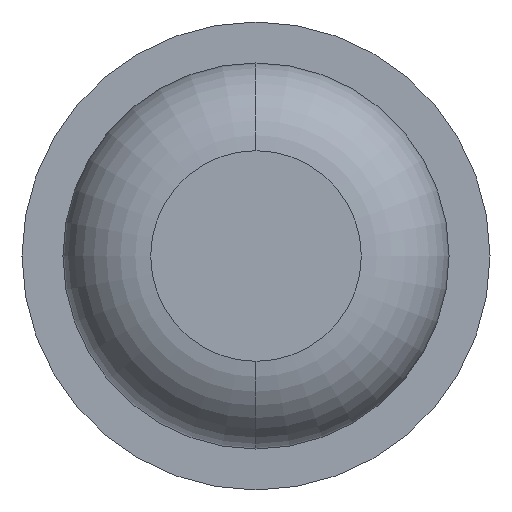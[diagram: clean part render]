
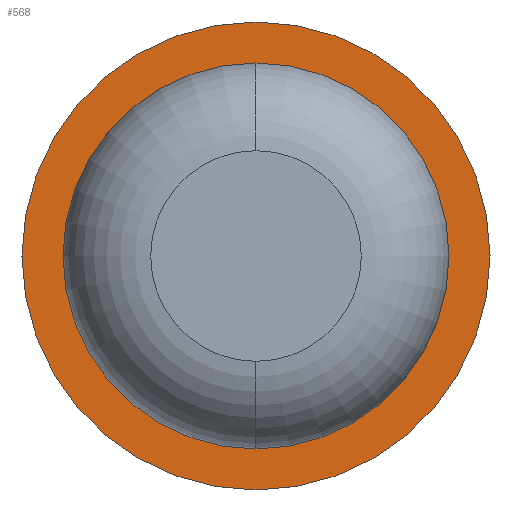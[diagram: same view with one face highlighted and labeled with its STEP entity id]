
A CAD part, front view. The second image highlights one B-rep face of the part: STEP entity #568.
In plain terms, the highlighted planar face has unit normal (0, -1, 0).
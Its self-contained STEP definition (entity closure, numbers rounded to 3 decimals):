
#156 = VERTEX_POINT ( 'NONE', #3463 ) ;
#429 = DIRECTION ( 'NONE',  ( -1., 0., 0. ) ) ;
#547 = CIRCLE ( 'NONE', #1412, 0.825 ) ;
#568 = ADVANCED_FACE ( 'Defeature ausgef�hrt1_7', ( #4626, #2537 ), #1349, .F. ) ;
#673 = VERTEX_POINT ( 'NONE', #1410 ) ;
#693 = AXIS2_PLACEMENT_3D ( 'NONE', #2214, #3894, #2226 ) ;
#984 = EDGE_LOOP ( 'NONE', ( #3293, #2646 ) ) ;
#1241 = DIRECTION ( 'NONE',  ( 0., 1., 0. ) ) ;
#1349 = PLANE ( 'NONE',  #3952 ) ;
#1410 = CARTESIAN_POINT ( 'NONE',  ( 0., -10., 0.825 ) ) ;
#1412 = AXIS2_PLACEMENT_3D ( 'NONE', #2676, #4010, #1915 ) ;
#1673 = DIRECTION ( 'NONE',  ( 0., 1., 0. ) ) ;
#1770 = CARTESIAN_POINT ( 'NONE',  ( 0.825, -10., 0. ) ) ;
#1866 = EDGE_CURVE ( 'Defeature ausgef�hrt1_6+Defeature ausgef�hrt1_7+Defeature ausgef�hrt1_7+Defeature ausgef�hrt1_7', #4476, #156, #3058, .T. ) ;
#1915 = DIRECTION ( 'NONE',  ( -1., 0., 0. ) ) ;
#2197 = DIRECTION ( 'NONE',  ( 0., 1., 0. ) ) ;
#2214 = CARTESIAN_POINT ( 'NONE',  ( 0., -10., 0. ) ) ;
#2226 = DIRECTION ( 'NONE',  ( -1., 0., 0. ) ) ;
#2321 = VERTEX_POINT ( 'NONE', #2978 ) ;
#2443 = EDGE_LOOP ( 'NONE', ( #3428, #4859 ) ) ;
#2537 = FACE_BOUND ( 'NONE', #984, .T. ) ;
#2596 = CARTESIAN_POINT ( 'NONE',  ( 1., -10., 0. ) ) ;
#2646 = ORIENTED_EDGE ( 'NONE', *, *, #3504, .T. ) ;
#2676 = CARTESIAN_POINT ( 'NONE',  ( 0., -10., 0. ) ) ;
#2755 = AXIS2_PLACEMENT_3D ( 'NONE', #4594, #1673, #429 ) ;
#2978 = CARTESIAN_POINT ( 'NONE',  ( 0., -10., -0.825 ) ) ;
#3058 = CIRCLE ( 'NONE', #2755, 1. ) ;
#3249 = EDGE_CURVE ( 'Defeature ausgef�hrt1_6+Defeature ausgef�hrt1_7+Defeature ausgef�hrt1_7+Defeature ausgef�hrt1_7', #156, #4476, #4672, .T. ) ;
#3266 = DIRECTION ( 'NONE',  ( -1., 0., 0. ) ) ;
#3293 = ORIENTED_EDGE ( 'NONE', *, *, #4231, .T. ) ;
#3393 = AXIS2_PLACEMENT_3D ( 'NONE', #3760, #1241, #3266 ) ;
#3428 = ORIENTED_EDGE ( 'NONE', *, *, #3249, .F. ) ;
#3463 = CARTESIAN_POINT ( 'NONE',  ( -1., -10., 0. ) ) ;
#3504 = EDGE_CURVE ( 'Defeature ausgef�hrt1_7+Defeature ausgef�hrt1_1+Defeature ausgef�hrt1_1+Defeature ausgef�hrt1_1', #2321, #673, #3899, .T. ) ;
#3760 = CARTESIAN_POINT ( 'NONE',  ( 0., -10., 0. ) ) ;
#3894 = DIRECTION ( 'NONE',  ( 0., 1., 0. ) ) ;
#3899 = CIRCLE ( 'NONE', #693, 0.825 ) ;
#3952 = AXIS2_PLACEMENT_3D ( 'NONE', #1770, #2197, #4650 ) ;
#4010 = DIRECTION ( 'NONE',  ( 0., 1., 0. ) ) ;
#4231 = EDGE_CURVE ( 'Defeature ausgef�hrt1_7+Defeature ausgef�hrt1_1+Defeature ausgef�hrt1_1+Defeature ausgef�hrt1_1', #673, #2321, #547, .T. ) ;
#4476 = VERTEX_POINT ( 'NONE', #2596 ) ;
#4594 = CARTESIAN_POINT ( 'NONE',  ( 0., -10., 0. ) ) ;
#4626 = FACE_OUTER_BOUND ( 'NONE', #2443, .T. ) ;
#4650 = DIRECTION ( 'NONE',  ( -1., 0., 0. ) ) ;
#4672 = CIRCLE ( 'NONE', #3393, 1. ) ;
#4859 = ORIENTED_EDGE ( 'NONE', *, *, #1866, .F. ) ;
